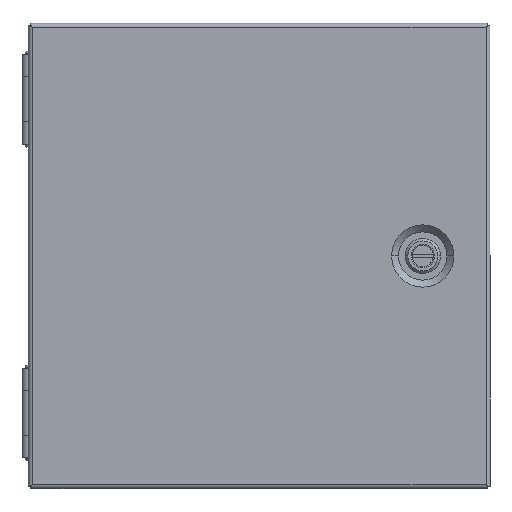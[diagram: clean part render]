
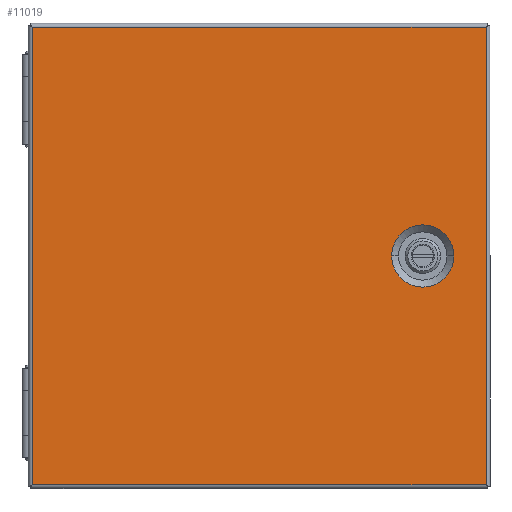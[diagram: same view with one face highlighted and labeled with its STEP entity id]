
A CAD part, top view. The second image highlights one B-rep face of the part: STEP entity #11019.
In plain terms, the highlighted planar face has unit normal (0, 0, 1).
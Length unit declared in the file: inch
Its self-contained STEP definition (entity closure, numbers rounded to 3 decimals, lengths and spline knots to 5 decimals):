
#665 = VERTEX_POINT ( 'NONE', #18668 ) ;
#1518 = DIRECTION ( 'NONE',  ( 0., 1., 0. ) ) ;
#1733 = LINE ( 'NONE', #16672, #7751 ) ;
#2054 = CARTESIAN_POINT ( 'NONE',  ( 5.0425, 5.1045, 4.118 ) ) ;
#2275 = AXIS2_PLACEMENT_3D ( 'NONE', #9354, #10901, #17661 ) ;
#4005 = VERTEX_POINT ( 'NONE', #19602 ) ;
#5012 = VECTOR ( 'NONE', #20964, 39.37008 ) ;
#5111 = CARTESIAN_POINT ( 'NONE',  ( 2.93361, 0.0005, 4.118 ) ) ;
#5823 = FACE_OUTER_BOUND ( 'NONE', #11239, .T. ) ;
#6510 = ORIENTED_EDGE ( 'NONE', *, *, #6732, .T. ) ;
#6656 = EDGE_CURVE ( 'NONE', #15316, #13267, #9249, .T. ) ;
#6732 = EDGE_CURVE ( 'NONE', #11806, #665, #17611, .T. ) ;
#6766 = EDGE_CURVE ( 'NONE', #13267, #15316, #17746, .T. ) ;
#6905 = ORIENTED_EDGE ( 'NONE', *, *, #6656, .T. ) ;
#7751 = VECTOR ( 'NONE', #1518, 39.37008 ) ;
#8102 = CARTESIAN_POINT ( 'NONE',  ( 4.32339, 0.0005, 4.118 ) ) ;
#8799 = ORIENTED_EDGE ( 'NONE', *, *, #6766, .T. ) ;
#8869 = ORIENTED_EDGE ( 'NONE', *, *, #21637, .T. ) ;
#9018 = DIRECTION ( 'NONE',  ( 0., -1., 0. ) ) ;
#9249 = CIRCLE ( 'NONE', #19868, 0.69489 ) ;
#9354 = CARTESIAN_POINT ( 'NONE',  ( 5.0425, -5.1035, 4.118 ) ) ;
#9365 = VERTEX_POINT ( 'NONE', #14652 ) ;
#9625 = DIRECTION ( 'NONE',  ( 1., 0., 0. ) ) ;
#10562 = CARTESIAN_POINT ( 'NONE',  ( -5.0855, -5.1035, 4.118 ) ) ;
#10901 = DIRECTION ( 'NONE',  ( 0., 0., 1. ) ) ;
#11019 = ADVANCED_FACE ( 'NONE', ( #21323, #5823 ), #12565, .T. ) ;
#11239 = EDGE_LOOP ( 'NONE', ( #8869, #14830, #6510, #16551 ) ) ;
#11371 = CARTESIAN_POINT ( 'NONE',  ( -5.0855, -5.1035, 4.118 ) ) ;
#11806 = VERTEX_POINT ( 'NONE', #11371 ) ;
#11931 = EDGE_CURVE ( 'NONE', #665, #4005, #1733, .T. ) ;
#11946 = EDGE_CURVE ( 'NONE', #9365, #11806, #12342, .T. ) ;
#12190 = CARTESIAN_POINT ( 'NONE',  ( 3.6285, 0.0005, 4.118 ) ) ;
#12342 = LINE ( 'NONE', #10562, #15518 ) ;
#12565 = PLANE ( 'NONE',  #2275 ) ;
#13088 = EDGE_LOOP ( 'NONE', ( #6905, #8799 ) ) ;
#13267 = VERTEX_POINT ( 'NONE', #5111 ) ;
#13956 = DIRECTION ( 'NONE',  ( 1., 0., 0. ) ) ;
#14652 = CARTESIAN_POINT ( 'NONE',  ( -5.0855, 5.1045, 4.118 ) ) ;
#14830 = ORIENTED_EDGE ( 'NONE', *, *, #11946, .T. ) ;
#15316 = VERTEX_POINT ( 'NONE', #8102 ) ;
#15518 = VECTOR ( 'NONE', #9018, 39.37008 ) ;
#15613 = AXIS2_PLACEMENT_3D ( 'NONE', #17944, #16164, #9625 ) ;
#16164 = DIRECTION ( 'NONE',  ( 0., 0., -1. ) ) ;
#16551 = ORIENTED_EDGE ( 'NONE', *, *, #11931, .T. ) ;
#16672 = CARTESIAN_POINT ( 'NONE',  ( 5.0425, -5.1035, 4.118 ) ) ;
#17611 = LINE ( 'NONE', #20608, #19156 ) ;
#17661 = DIRECTION ( 'NONE',  ( 1., 0., 0. ) ) ;
#17746 = CIRCLE ( 'NONE', #15613, 0.69489 ) ;
#17944 = CARTESIAN_POINT ( 'NONE',  ( 3.6285, 0.0005, 4.118 ) ) ;
#18668 = CARTESIAN_POINT ( 'NONE',  ( 5.0425, -5.1035, 4.118 ) ) ;
#19044 = DIRECTION ( 'NONE',  ( 0., 0., -1. ) ) ;
#19156 = VECTOR ( 'NONE', #13956, 39.37008 ) ;
#19292 = LINE ( 'NONE', #2054, #5012 ) ;
#19602 = CARTESIAN_POINT ( 'NONE',  ( 5.0425, 5.1045, 4.118 ) ) ;
#19868 = AXIS2_PLACEMENT_3D ( 'NONE', #12190, #19044, #20717 ) ;
#20608 = CARTESIAN_POINT ( 'NONE',  ( 5.0425, -5.1035, 4.118 ) ) ;
#20717 = DIRECTION ( 'NONE',  ( 1., 0., 0. ) ) ;
#20964 = DIRECTION ( 'NONE',  ( -1., 0., 0. ) ) ;
#21323 = FACE_BOUND ( 'NONE', #13088, .T. ) ;
#21637 = EDGE_CURVE ( 'NONE', #4005, #9365, #19292, .T. ) ;
